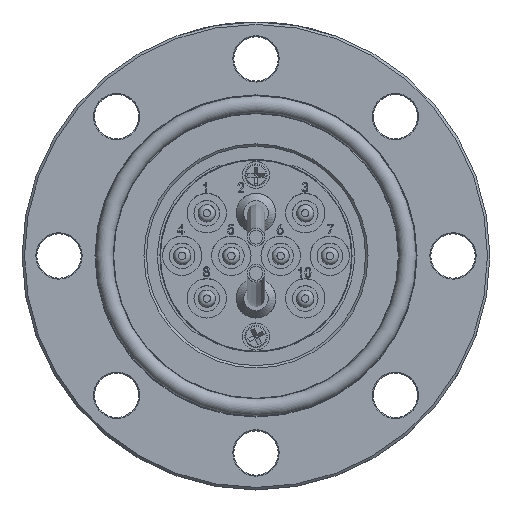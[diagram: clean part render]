
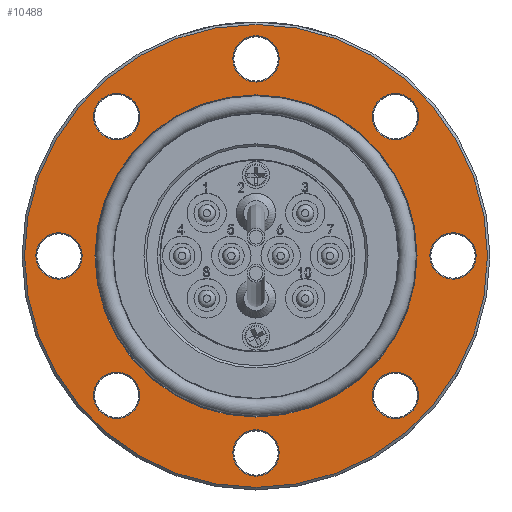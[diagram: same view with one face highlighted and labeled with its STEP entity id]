
A CAD part, top view. The second image highlights one B-rep face of the part: STEP entity #10488.
In plain terms, the highlighted planar face has unit normal (0, 0, 1).
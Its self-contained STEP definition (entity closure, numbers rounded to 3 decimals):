
#55 = CARTESIAN_POINT ( 'NONE',  ( 0., 0., 0. ) ) ;
#786 = DIRECTION ( 'NONE',  ( 1., 0., 0. ) ) ;
#2508 = VERTEX_POINT ( 'NONE', #22657 ) ;
#2946 = EDGE_CURVE ( 'NONE', #62499, #62499, #19377, .T. ) ;
#3354 = AXIS2_PLACEMENT_3D ( 'NONE', #4583, #31124, #51672 ) ;
#3990 = DIRECTION ( 'NONE',  ( 0., 0., -1. ) ) ;
#4583 = CARTESIAN_POINT ( 'NONE',  ( -28.284, 28.284, 0. ) ) ;
#5079 = DIRECTION ( 'NONE',  ( 0., 0., 1. ) ) ;
#5099 = EDGE_LOOP ( 'NONE', ( #51790 ) ) ;
#5248 = ORIENTED_EDGE ( 'NONE', *, *, #33626, .T. ) ;
#5407 = FACE_BOUND ( 'NONE', #31585, .T. ) ;
#7213 = VERTEX_POINT ( 'NONE', #38846 ) ;
#7294 = CARTESIAN_POINT ( 'NONE',  ( 4.7, -40., 0. ) ) ;
#7986 = ORIENTED_EDGE ( 'NONE', *, *, #33819, .T. ) ;
#8791 = CARTESIAN_POINT ( 'NONE',  ( 28.284, -28.284, 0. ) ) ;
#9052 = EDGE_CURVE ( 'NONE', #17369, #17369, #57175, .T. ) ;
#9312 = ORIENTED_EDGE ( 'NONE', *, *, #60338, .T. ) ;
#9455 = DIRECTION ( 'NONE',  ( 0., 0., -1. ) ) ;
#9784 = DIRECTION ( 'NONE',  ( 1., 0., 0. ) ) ;
#10488 = ADVANCED_FACE ( 'NONE', ( #61936, #51183, #65966, #15805, #5407, #41076, #29969, #35370, #20512, #35045 ), #56219, .T. ) ;
#10809 = ORIENTED_EDGE ( 'NONE', *, *, #19266, .T. ) ;
#11518 = CARTESIAN_POINT ( 'NONE',  ( 4.7, 40., 0. ) ) ;
#14163 = VERTEX_POINT ( 'NONE', #24897 ) ;
#14209 = EDGE_LOOP ( 'NONE', ( #10809 ) ) ;
#14387 = CARTESIAN_POINT ( 'NONE',  ( 40., 0., 0. ) ) ;
#14952 = DIRECTION ( 'NONE',  ( 0., 0., -1. ) ) ;
#15805 = FACE_BOUND ( 'NONE', #50165, .T. ) ;
#16593 = AXIS2_PLACEMENT_3D ( 'NONE', #55, #5079, #51511 ) ;
#16608 = DIRECTION ( 'NONE',  ( 1., 0., 0. ) ) ;
#16631 = EDGE_CURVE ( 'NONE', #50679, #50679, #55029, .T. ) ;
#17369 = VERTEX_POINT ( 'NONE', #7294 ) ;
#17853 = DIRECTION ( 'NONE',  ( 0., 0., -1. ) ) ;
#18186 = DIRECTION ( 'NONE',  ( 1., 0., 0. ) ) ;
#18768 = DIRECTION ( 'NONE',  ( 1., 0., 0. ) ) ;
#18773 = DIRECTION ( 'NONE',  ( 1., 0., 0. ) ) ;
#19266 = EDGE_CURVE ( 'NONE', #32139, #32139, #43300, .T. ) ;
#19377 = CIRCLE ( 'NONE', #3354, 4.7 ) ;
#20512 = FACE_BOUND ( 'NONE', #34809, .T. ) ;
#21108 = ORIENTED_EDGE ( 'NONE', *, *, #59228, .T. ) ;
#21150 = AXIS2_PLACEMENT_3D ( 'NONE', #28283, #17853, #18186 ) ;
#21713 = EDGE_LOOP ( 'NONE', ( #49487 ) ) ;
#22005 = CARTESIAN_POINT ( 'NONE',  ( 47., 0., 0. ) ) ;
#22171 = DIRECTION ( 'NONE',  ( 1., 0., 0. ) ) ;
#22657 = CARTESIAN_POINT ( 'NONE',  ( -35.3, 0., 0. ) ) ;
#24130 = DIRECTION ( 'NONE',  ( 0., 0., -1. ) ) ;
#24897 = CARTESIAN_POINT ( 'NONE',  ( 32.984, -28.284, 0. ) ) ;
#25876 = DIRECTION ( 'NONE',  ( 0., 0., 1. ) ) ;
#26207 = CARTESIAN_POINT ( 'NONE',  ( 0., 0., 0. ) ) ;
#26378 = CARTESIAN_POINT ( 'NONE',  ( 44.7, 0., 0. ) ) ;
#27049 = VERTEX_POINT ( 'NONE', #58361 ) ;
#27286 = CARTESIAN_POINT ( 'NONE',  ( 0., 0., 0. ) ) ;
#28165 = AXIS2_PLACEMENT_3D ( 'NONE', #54774, #60484, #45687 ) ;
#28243 = EDGE_CURVE ( 'NONE', #2508, #2508, #61782, .T. ) ;
#28283 = CARTESIAN_POINT ( 'NONE',  ( -28.284, -28.284, 0. ) ) ;
#29775 = CIRCLE ( 'NONE', #60953, 47. ) ;
#29969 = FACE_BOUND ( 'NONE', #36452, .T. ) ;
#30876 = CARTESIAN_POINT ( 'NONE',  ( -23.584, 28.284, 0. ) ) ;
#31124 = DIRECTION ( 'NONE',  ( 0., 0., -1. ) ) ;
#31585 = EDGE_LOOP ( 'NONE', ( #7986 ) ) ;
#32139 = VERTEX_POINT ( 'NONE', #26378 ) ;
#33065 = ORIENTED_EDGE ( 'NONE', *, *, #16631, .T. ) ;
#33626 = EDGE_CURVE ( 'NONE', #7213, #7213, #66234, .T. ) ;
#33819 = EDGE_CURVE ( 'NONE', #27049, #27049, #49154, .T. ) ;
#33991 = EDGE_CURVE ( 'NONE', #43902, #43902, #29775, .T. ) ;
#34809 = EDGE_LOOP ( 'NONE', ( #33065 ) ) ;
#35045 = FACE_BOUND ( 'NONE', #63681, .T. ) ;
#35370 = FACE_BOUND ( 'NONE', #14209, .T. ) ;
#36452 = EDGE_LOOP ( 'NONE', ( #9312 ) ) ;
#36772 = AXIS2_PLACEMENT_3D ( 'NONE', #42912, #37861, #49960 ) ;
#37113 = VERTEX_POINT ( 'NONE', #11518 ) ;
#37240 = AXIS2_PLACEMENT_3D ( 'NONE', #27286, #57936, #786 ) ;
#37387 = EDGE_LOOP ( 'NONE', ( #5248 ) ) ;
#37861 = DIRECTION ( 'NONE',  ( 0., 0., -1. ) ) ;
#38846 = CARTESIAN_POINT ( 'NONE',  ( 32.7, 0., 0. ) ) ;
#39547 = EDGE_LOOP ( 'NONE', ( #47666 ) ) ;
#40878 = CARTESIAN_POINT ( 'NONE',  ( 28.284, 28.284, 0. ) ) ;
#41076 = FACE_BOUND ( 'NONE', #5099, .T. ) ;
#42912 = CARTESIAN_POINT ( 'NONE',  ( 0., -40., 0. ) ) ;
#43300 = CIRCLE ( 'NONE', #52955, 4.7 ) ;
#43902 = VERTEX_POINT ( 'NONE', #22005 ) ;
#45687 = DIRECTION ( 'NONE',  ( 1., 0., 0. ) ) ;
#47666 = ORIENTED_EDGE ( 'NONE', *, *, #33991, .T. ) ;
#48679 = CIRCLE ( 'NONE', #54054, 4.7 ) ;
#49154 = CIRCLE ( 'NONE', #21150, 4.7 ) ;
#49487 = ORIENTED_EDGE ( 'NONE', *, *, #2946, .T. ) ;
#49960 = DIRECTION ( 'NONE',  ( 1., 0., 0. ) ) ;
#50025 = CARTESIAN_POINT ( 'NONE',  ( 32.984, 28.284, 0. ) ) ;
#50165 = EDGE_LOOP ( 'NONE', ( #66328 ) ) ;
#50679 = VERTEX_POINT ( 'NONE', #50025 ) ;
#51183 = FACE_BOUND ( 'NONE', #37387, .T. ) ;
#51511 = DIRECTION ( 'NONE',  ( 1., 0., 0. ) ) ;
#51672 = DIRECTION ( 'NONE',  ( 1., 0., 0. ) ) ;
#51790 = ORIENTED_EDGE ( 'NONE', *, *, #9052, .T. ) ;
#52955 = AXIS2_PLACEMENT_3D ( 'NONE', #14387, #24130, #18768 ) ;
#53183 = AXIS2_PLACEMENT_3D ( 'NONE', #60505, #3990, #18773 ) ;
#54054 = AXIS2_PLACEMENT_3D ( 'NONE', #8791, #9455, #9784 ) ;
#54774 = CARTESIAN_POINT ( 'NONE',  ( 0., 40., 0. ) ) ;
#55029 = CIRCLE ( 'NONE', #58223, 4.7 ) ;
#56219 = PLANE ( 'NONE',  #16593 ) ;
#57175 = CIRCLE ( 'NONE', #36772, 4.7 ) ;
#57213 = CIRCLE ( 'NONE', #28165, 4.7 ) ;
#57936 = DIRECTION ( 'NONE',  ( 0., 0., -1. ) ) ;
#58223 = AXIS2_PLACEMENT_3D ( 'NONE', #40878, #14952, #16608 ) ;
#58361 = CARTESIAN_POINT ( 'NONE',  ( -23.584, -28.284, 0. ) ) ;
#59228 = EDGE_CURVE ( 'NONE', #37113, #37113, #57213, .T. ) ;
#60338 = EDGE_CURVE ( 'NONE', #14163, #14163, #48679, .T. ) ;
#60484 = DIRECTION ( 'NONE',  ( 0., 0., -1. ) ) ;
#60505 = CARTESIAN_POINT ( 'NONE',  ( -40., 0., 0. ) ) ;
#60953 = AXIS2_PLACEMENT_3D ( 'NONE', #26207, #25876, #22171 ) ;
#61782 = CIRCLE ( 'NONE', #53183, 4.7 ) ;
#61936 = FACE_OUTER_BOUND ( 'NONE', #39547, .T. ) ;
#62499 = VERTEX_POINT ( 'NONE', #30876 ) ;
#63681 = EDGE_LOOP ( 'NONE', ( #21108 ) ) ;
#65966 = FACE_BOUND ( 'NONE', #21713, .T. ) ;
#66234 = CIRCLE ( 'NONE', #37240, 32.7 ) ;
#66328 = ORIENTED_EDGE ( 'NONE', *, *, #28243, .T. ) ;
